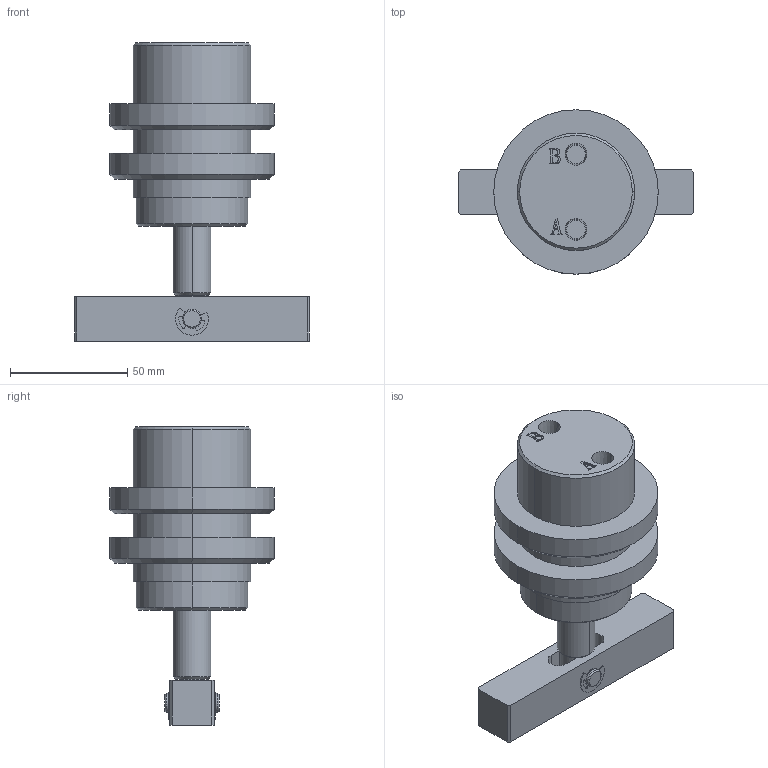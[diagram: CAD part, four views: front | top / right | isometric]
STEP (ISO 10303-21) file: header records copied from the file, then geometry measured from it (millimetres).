
FILE_DESCRIPTION (( 'STEP AP203' ), '1' );
FILE_NAME ('HCAS-TB32D.STEP', '2019-10-14T09:21:28', ( '微软用户' ), ( '微软中国' ), 'SwSTEP 2.0', 'SolidWorks 2012', '' );
FILE_SCHEMA (( 'CONFIG_CONTROL_DESIGN' ));
Length unit declared in the file: millimetre
Products named in the file (7): HCAS-32D活塞杆; HCAS-TB32D邧旋; HCAS-TB32掛极; HCAS-TB32DÏú; HCAS-TB32蹟譫; 縐遠8; HCAS-TB32D
Assembly tree (8 placements, depth 2):
  HCAS-TB32D
    HCAS-TB32掛极
    HCAS-32D活塞杆
    HCAS-TB32D邧旋
    HCAS-TB32DÏú
    HCAS-TB32蹟譫  x2
    縐遠8  x2
Bounding box: 100 x 70 x 127 mm (x, y, z)
Volume: 207450.8 mm3; surface area: 54483.2 mm2
Topology: 8 solids, 8 shells, 221 faces, 540 edges, 352 vertices
Faces by surface type: plane 91, cylinder 88, cone 20, bspline 16, torus 6
Entity records: 6895 total; most frequent: CARTESIAN_POINT 1772, DIRECTION 920, ORIENTED_EDGE 880, EDGE_CURVE 440, AXIS2_PLACEMENT_3D 338, VERTEX_POINT 286, LINE 244, VECTOR 244
